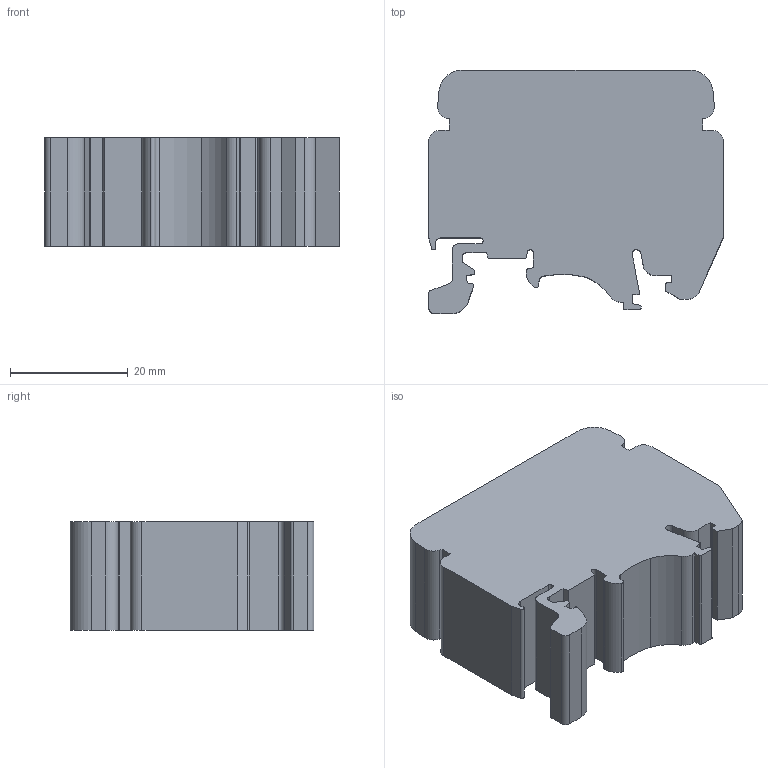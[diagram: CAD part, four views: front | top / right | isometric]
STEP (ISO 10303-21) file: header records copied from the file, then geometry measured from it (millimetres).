
FILE_DESCRIPTION(/* description */ ('Unknown'),/* implementation_level */ '2;1');
FILE_NAME(/* name */ 'KBTM6C',/* time_stamp */ '2016-08-22T18:25:37+06:00',/* author */ ('Unknown'),/* organization */ ('Unknown'),/* preprocessor_version */ 'ST-DEVELOPER v16',/* originating_system */ 'DEX',/* authorisation */ $);
FILE_SCHEMA (('AUTOMOTIVE_DESIGN {1 0 10303 214 3 1 1}'));
Length unit declared in the file: millimetre
Products named in the file (1): KBTM6C
Bounding box: 50 x 41.4 x 18.5 mm (x, y, z)
Volume: 31487.3 mm3; surface area: 7910.2 mm2
Topology: 1 solids, 1 shells, 85 faces, 249 edges, 166 vertices
Faces by surface type: plane 53, cylinder 32
Entity records: 2857 total; most frequent: CARTESIAN_POINT 501, ORIENTED_EDGE 498, DIRECTION 485, EDGE_CURVE 249, LINE 185, VECTOR 185, VERTEX_POINT 166, AXIS2_PLACEMENT_3D 150
